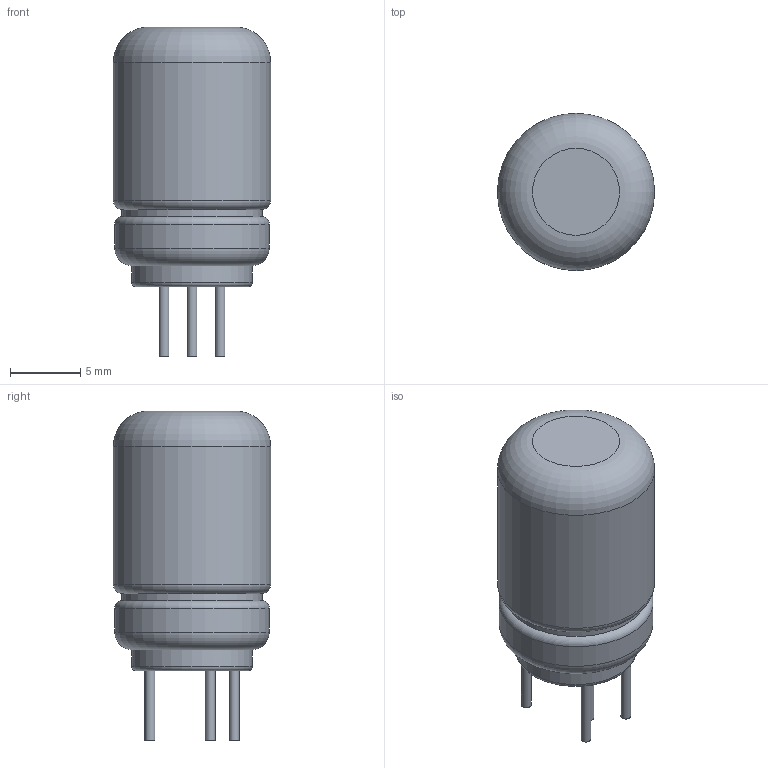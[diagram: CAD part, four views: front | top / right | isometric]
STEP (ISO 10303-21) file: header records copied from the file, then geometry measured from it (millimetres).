
FILE_DESCRIPTION(/* description */ (''),/* implementation_level */ '2;1');
FILE_NAME(/* name */ 'РЭС15.step',/* time_stamp */ '2022-06-01T19:16:09+03:00',/* author */ (''),/* organization */ (''),/* preprocessor_version */ 'ST-DEVELOPER v18.1',/* originating_system */ 'Autodesk Translation Framework v10.14.0.1471',/* authorisation */ '');
FILE_SCHEMA (('AUTOMOTIVE_DESIGN { 1 0 10303 214 3 1 1 }'));
Length unit declared in the file: millimetre
Products named in the file (1): РЭС15
Bounding box: 11.2 x 11.2 x 23.5 mm (x, y, z)
Volume: 1690.2 mm3; surface area: 842 mm2
Topology: 6 solids, 6 shells, 26 faces, 34 edges, 20 vertices
Faces by surface type: plane 12, cylinder 9, torus 5
Full cylindrical faces by diameter (mm): 0.7 x5, 8.6 x1, 10 x1, 11 x1, 11.2 x1
Entity records: 574 total; most frequent: DIRECTION 113, CARTESIAN_POINT 81, ORIENTED_EDGE 68, AXIS2_PLACEMENT_3D 52, EDGE_CURVE 34, FACE_OUTER_BOUND 26, EDGE_LOOP 26, ADVANCED_FACE 26
